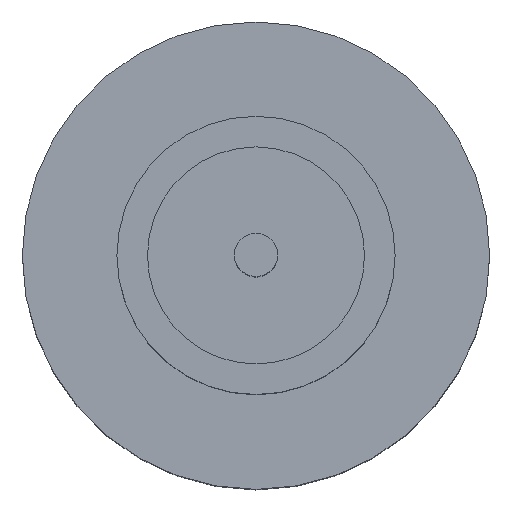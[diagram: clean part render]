
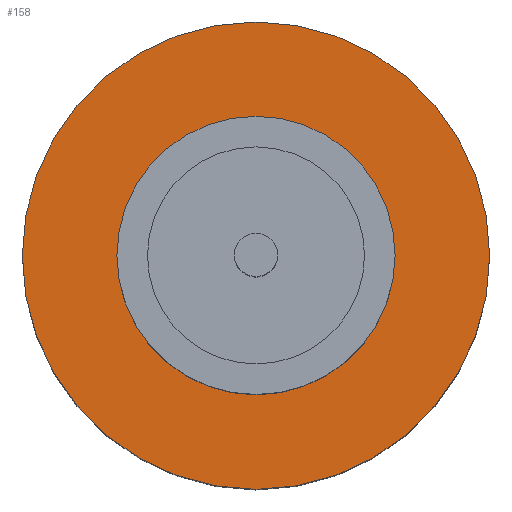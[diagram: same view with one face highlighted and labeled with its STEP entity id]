
A CAD part, top view. The second image highlights one B-rep face of the part: STEP entity #158.
In plain terms, the highlighted planar face has unit normal (0, 0, 1).
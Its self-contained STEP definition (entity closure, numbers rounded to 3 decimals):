
#6 = EDGE_CURVE ( 'NONE', #809, #380, #692, .T. ) ;
#24 = AXIS2_PLACEMENT_3D ( 'NONE', #741, #493, #27 ) ;
#27 = DIRECTION ( 'NONE',  ( 1., 0., 0. ) ) ;
#32 = DIRECTION ( 'NONE',  ( 0., 0., 1. ) ) ;
#57 = DIRECTION ( 'NONE',  ( 0., 0., 1. ) ) ;
#107 = CARTESIAN_POINT ( 'NONE',  ( 0., 0., 1.55 ) ) ;
#112 = AXIS2_PLACEMENT_3D ( 'NONE', #210, #531, #131 ) ;
#123 = EDGE_LOOP ( 'NONE', ( #358, #378 ) ) ;
#131 = DIRECTION ( 'NONE',  ( 1., 0., 0. ) ) ;
#158 = ADVANCED_FACE ( 'NONE', ( #698, #367 ), #431, .T. ) ;
#166 = ORIENTED_EDGE ( 'NONE', *, *, #242, .T. ) ;
#169 = EDGE_CURVE ( 'NONE', #447, #473, #739, .T. ) ;
#198 = AXIS2_PLACEMENT_3D ( 'NONE', #402, #57, #522 ) ;
#210 = CARTESIAN_POINT ( 'NONE',  ( 0., 0., 1.55 ) ) ;
#217 = ORIENTED_EDGE ( 'NONE', *, *, #169, .T. ) ;
#229 = EDGE_LOOP ( 'NONE', ( #166, #217 ) ) ;
#242 = EDGE_CURVE ( 'NONE', #473, #447, #830, .T. ) ;
#250 = CARTESIAN_POINT ( 'NONE',  ( 2.1, 0., 1.55 ) ) ;
#257 = CARTESIAN_POINT ( 'NONE',  ( -2.1, 0., 1.55 ) ) ;
#345 = CARTESIAN_POINT ( 'NONE',  ( 1.25, 0., 1.55 ) ) ;
#347 = AXIS2_PLACEMENT_3D ( 'NONE', #107, #32, #566 ) ;
#355 = CIRCLE ( 'NONE', #112, 1.25 ) ;
#358 = ORIENTED_EDGE ( 'NONE', *, *, #628, .F. ) ;
#367 = FACE_OUTER_BOUND ( 'NONE', #229, .T. ) ;
#378 = ORIENTED_EDGE ( 'NONE', *, *, #6, .F. ) ;
#380 = VERTEX_POINT ( 'NONE', #345 ) ;
#402 = CARTESIAN_POINT ( 'NONE',  ( 0., 0., 1.55 ) ) ;
#431 = PLANE ( 'NONE',  #24 ) ;
#447 = VERTEX_POINT ( 'NONE', #250 ) ;
#473 = VERTEX_POINT ( 'NONE', #257 ) ;
#493 = DIRECTION ( 'NONE',  ( 0., 0., 1. ) ) ;
#522 = DIRECTION ( 'NONE',  ( 1., 0., 0. ) ) ;
#531 = DIRECTION ( 'NONE',  ( 0., 0., 1. ) ) ;
#566 = DIRECTION ( 'NONE',  ( 1., 0., 0. ) ) ;
#628 = EDGE_CURVE ( 'NONE', #380, #809, #355, .T. ) ;
#692 = CIRCLE ( 'NONE', #198, 1.25 ) ;
#698 = FACE_BOUND ( 'NONE', #123, .T. ) ;
#739 = CIRCLE ( 'NONE', #796, 2.1 ) ;
#741 = CARTESIAN_POINT ( 'NONE',  ( 0., 0., 1.55 ) ) ;
#747 = DIRECTION ( 'NONE',  ( 0., 0., 1. ) ) ;
#750 = CARTESIAN_POINT ( 'NONE',  ( -1.25, 0., 1.55 ) ) ;
#796 = AXIS2_PLACEMENT_3D ( 'NONE', #802, #747, #806 ) ;
#802 = CARTESIAN_POINT ( 'NONE',  ( 0., 0., 1.55 ) ) ;
#806 = DIRECTION ( 'NONE',  ( 1., 0., 0. ) ) ;
#809 = VERTEX_POINT ( 'NONE', #750 ) ;
#830 = CIRCLE ( 'NONE', #347, 2.1 ) ;
